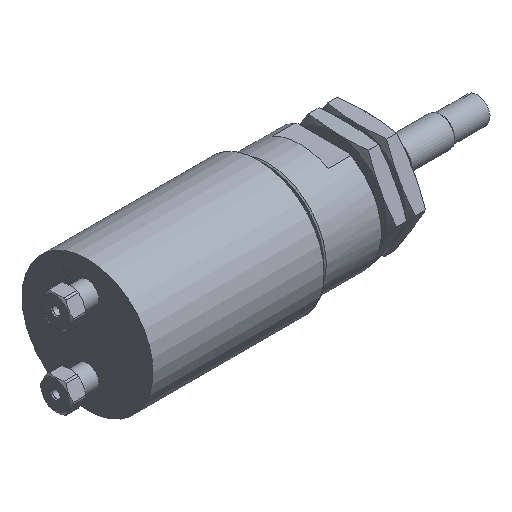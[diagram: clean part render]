
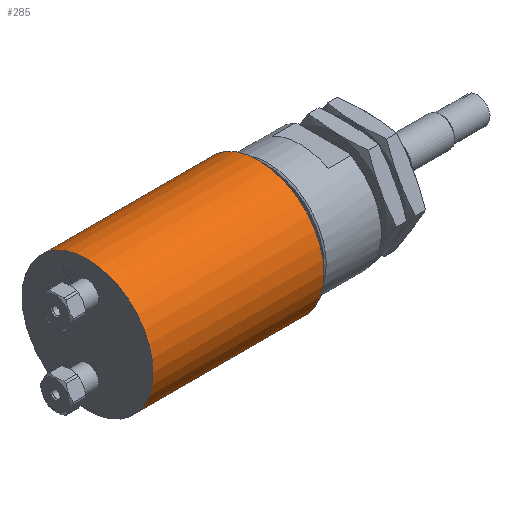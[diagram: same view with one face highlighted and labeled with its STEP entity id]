
A CAD part, isometric view. The second image highlights one B-rep face of the part: STEP entity #285.
In plain terms, the highlighted cylindrical face has radius 14.097 mm (diameter 28.194 mm), a full revolution.
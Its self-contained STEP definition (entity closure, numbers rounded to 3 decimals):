
#194=CARTESIAN_POINT('',(36.83,14.097,0.0));
#195=VERTEX_POINT('',#194);
#196=CARTESIAN_POINT('',(36.83,0.0,0.0));
#197=DIRECTION('',(1.0,0.0,0.0));
#198=DIRECTION('',(0.0,1.0,0.0));
#199=AXIS2_PLACEMENT_3D('',#196,#197,#198);
#200=CIRCLE('',#199,14.097);
#201=EDGE_CURVE('',#195,#195,#200,.T.);
#217=CARTESIAN_POINT('',(18.415,0.0,0.0));
#218=DIRECTION('',(1.0,0.0,0.0));
#219=DIRECTION('',(0.0,1.0,0.0));
#220=AXIS2_PLACEMENT_3D('',#217,#218,#219);
#221=CYLINDRICAL_SURFACE('',#220,14.097);
#222=CARTESIAN_POINT('',(0.0,14.097,0.0));
#223=VERTEX_POINT('',#222);
#224=CARTESIAN_POINT('',(0.0,0.0,0.0));
#225=DIRECTION('',(1.0,0.0,0.0));
#226=DIRECTION('',(0.0,1.0,0.0));
#227=AXIS2_PLACEMENT_3D('',#224,#225,#226);
#228=CIRCLE('',#227,14.097);
#229=EDGE_CURVE('',#223,#223,#228,.T.);
#230=ORIENTED_EDGE('',*,*,#229,.T.);
#231=EDGE_LOOP('',(#230));
#232=FACE_OUTER_BOUND('',#231,.T.);
#233=ORIENTED_EDGE('',*,*,#201,.F.);
#234=EDGE_LOOP('',(#233));
#235=FACE_BOUND('',#234,.T.);
#236=CARTESIAN_POINT('',(19.018,0.,-14.097));
#237=VERTEX_POINT('',#236);
#238=CARTESIAN_POINT('',(20.606,0.,-14.097));
#239=VERTEX_POINT('',#238);
#240=CARTESIAN_POINT('',(19.018,0.,-14.097));
#241=CARTESIAN_POINT('',(19.018,-0.1,-14.097));
#242=CARTESIAN_POINT('',(19.038,-0.206,-14.096));
#243=CARTESIAN_POINT('',(19.119,-0.402,-14.092));
#244=CARTESIAN_POINT('',(19.18,-0.491,-14.089));
#245=CARTESIAN_POINT('',(19.321,-0.632,-14.083));
#246=CARTESIAN_POINT('',(19.41,-0.693,-14.08));
#247=CARTESIAN_POINT('',(19.606,-0.774,-14.076));
#248=CARTESIAN_POINT('',(19.712,-0.794,-14.075));
#249=CARTESIAN_POINT('',(19.912,-0.794,-14.075));
#250=CARTESIAN_POINT('',(20.018,-0.774,-14.076));
#251=CARTESIAN_POINT('',(20.214,-0.693,-14.08));
#252=CARTESIAN_POINT('',(20.303,-0.632,-14.083));
#253=CARTESIAN_POINT('',(20.444,-0.491,-14.089));
#254=CARTESIAN_POINT('',(20.505,-0.402,-14.092));
#255=CARTESIAN_POINT('',(20.586,-0.206,-14.096));
#256=CARTESIAN_POINT('',(20.606,-0.1,-14.097));
#257=CARTESIAN_POINT('',(20.606,0.,-14.097));
#258=B_SPLINE_CURVE_WITH_KNOTS('',3,(#240,#241,#242,#243,#244,#245,#246,#247,#248,#249,#250,#251,#252,#253,#254,#255,#256,#257),.UNSPECIFIED.,.F.,.U.,(4,2,2,2,2,2,2,2,4),(0.12,0.15,0.179,0.209,0.239,0.269,0.299,0.329,0.359),.UNSPECIFIED.);
#259=EDGE_CURVE('',#237,#239,#258,.T.);
#260=ORIENTED_EDGE('',*,*,#259,.T.);
#261=CARTESIAN_POINT('',(20.606,0.,-14.097));
#262=CARTESIAN_POINT('',(20.606,0.1,-14.097));
#263=CARTESIAN_POINT('',(20.586,0.206,-14.096));
#264=CARTESIAN_POINT('',(20.505,0.402,-14.092));
#265=CARTESIAN_POINT('',(20.444,0.491,-14.089));
#266=CARTESIAN_POINT('',(20.303,0.632,-14.083));
#267=CARTESIAN_POINT('',(20.214,0.693,-14.08));
#268=CARTESIAN_POINT('',(20.018,0.774,-14.076));
#269=CARTESIAN_POINT('',(19.912,0.794,-14.075));
#270=CARTESIAN_POINT('',(19.812,0.794,-14.075));
#271=CARTESIAN_POINT('',(19.712,0.794,-14.075));
#272=CARTESIAN_POINT('',(19.606,0.774,-14.076));
#273=CARTESIAN_POINT('',(19.41,0.693,-14.08));
#274=CARTESIAN_POINT('',(19.321,0.632,-14.083));
#275=CARTESIAN_POINT('',(19.18,0.491,-14.089));
#276=CARTESIAN_POINT('',(19.119,0.402,-14.092));
#277=CARTESIAN_POINT('',(19.038,0.206,-14.096));
#278=CARTESIAN_POINT('',(19.018,0.1,-14.097));
#279=CARTESIAN_POINT('',(19.018,0.,-14.097));
#280=B_SPLINE_CURVE_WITH_KNOTS('',3,(#261,#262,#263,#264,#265,#266,#267,#268,#269,#270,#271,#272,#273,#274,#275,#276,#277,#278,#279),.UNSPECIFIED.,.F.,.U.,(4,2,2,2,3,2,2,2,4),(0.359,0.389,0.419,0.449,0.479,0.508,0.538,0.568,0.598),.UNSPECIFIED.);
#281=EDGE_CURVE('',#239,#237,#280,.T.);
#282=ORIENTED_EDGE('',*,*,#281,.T.);
#283=EDGE_LOOP('',(#260,#282));
#284=FACE_BOUND('',#283,.T.);
#285=ADVANCED_FACE('',(#232,#235,#284),#221,.T.);
